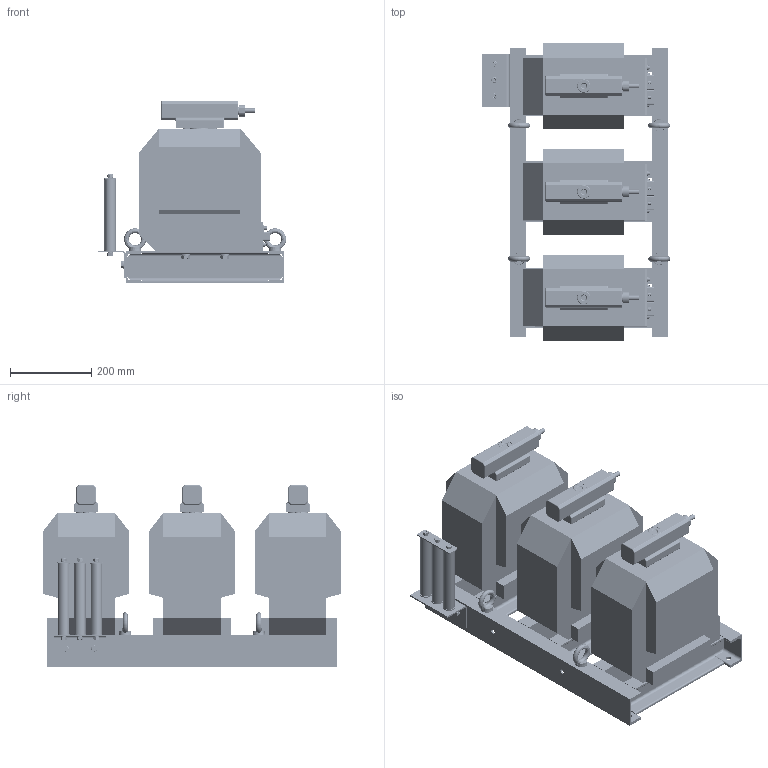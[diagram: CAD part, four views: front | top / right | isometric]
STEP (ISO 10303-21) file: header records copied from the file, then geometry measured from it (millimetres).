
FILE_DESCRIPTION(('STEP AP242'), '1');
FILE_NAME('ÀÄØÏ.1.755.005 3õÇÍÎËÏ-ÝÊ-10 Ì3 Ò 3-6-10êÂ', '', ('UNSPECIFIED'), ('UNSPECIFIED'), 'ASCON STEP Converter 1.6', 'ASCON Math Kernel', '');
FILE_SCHEMA(('AP242_MANAGED_MODEL_BASED_3D_ENGINEERING_MIM_LF { 1 0 10303 442 1 1 4 }'));
Length unit declared in the file: millimetre
Products named in the file (47): 鎗鵻罻 楟.8.211.004
Assembly tree (143 placements, depth 5):
  (unnamed)
    (unnamed)  x6
      (unnamed)
    (unnamed)
      (unnamed)
    (unnamed)
      (unnamed)
    (unnamed)  x4
    (unnamed)  x16
    (unnamed)  x16
    (unnamed)  x4
    (unnamed)  x12
    (unnamed)
    (unnamed)  x6
    (unnamed)
    (unnamed)  x3
    (unnamed)  x2
    (unnamed)  x4
    (unnamed)  x2
    (unnamed)  x2
    (unnamed)  x6
    (unnamed)  x6
    (unnamed)  x3
    (unnamed)  x3
      (unnamed)
      (unnamed)
      (unnamed)
      鎗鵻罻 楟.8.211.004
      (unnamed)
      (unnamed)
      (unnamed)
        (unnamed)
        (unnamed)
          (unnamed)
          (unnamed)
          (unnamed)
          (unnamed)
          (unnamed)
        (unnamed)
        (unnamed)
        (unnamed)
        (unnamed)
      (unnamed)
      (unnamed)
        (unnamed)
        (unnamed)
        (unnamed)
Bounding box: 461.88 x 730 x 448.5 mm (x, y, z)
Volume: 50442032 mm3; surface area: 2903415.7 mm2
Topology: 246 solids, 246 shells, 5923 faces, 13822 edges, 8575 vertices
Faces by surface type: plane 2918, cylinder 1359, extrusion 531, torus 519, cone 420, sphere 93, bspline 83
Full cylindrical faces by diameter (mm): 0.007 x3, 2 x24, 2.5 x6, 4 x54, 4.134 x6, 4.917 x21, 5 x12, 5.5 x6, 6 x21, 6.4 x21, 6.647 x6, 6.8 x12, 7 x3, 8 x18, 8.376 x3, 8.4 x3, 8.5 x1, 8.647 x2, 8.95 x3, 9 x12, 10 x65, 10.106 x12, 10.376 x4, 10.5 x3, 11 x10, 11.16 x12, 12 x40, 12.114 x3, 13 x31, 14 x18
Entity records: 85794 total; most frequent: CARTESIAN_POINT 37770, DIRECTION 6373, ORIENTED_EDGE 6256, EDGE_CURVE 3128, AXIS2_PLACEMENT_3D 2315, VERTEX_POINT 2137, EDGE_LOOP 1903, VECTOR 1743
